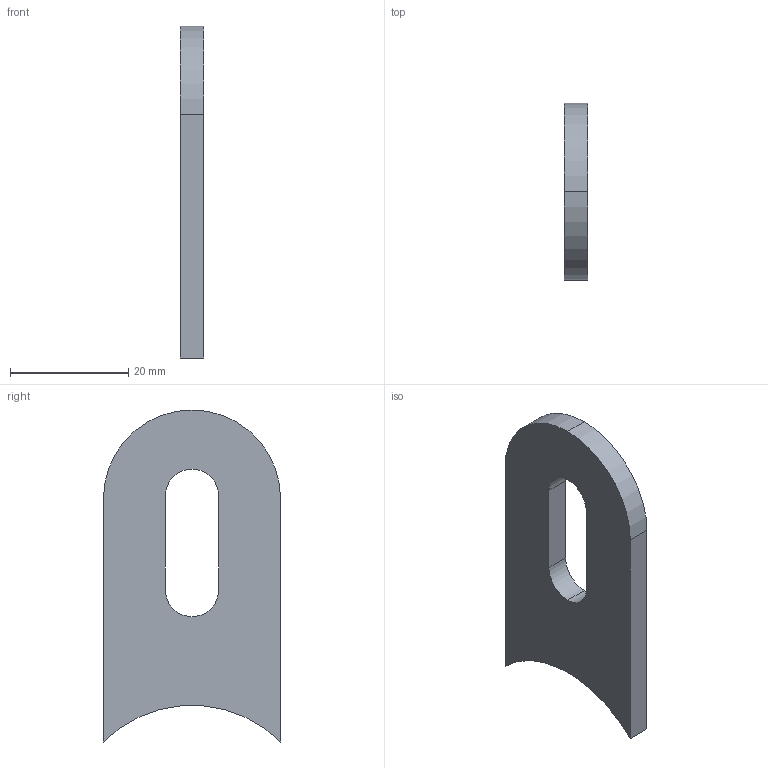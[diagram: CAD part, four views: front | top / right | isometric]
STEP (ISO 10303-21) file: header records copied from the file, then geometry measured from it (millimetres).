
FILE_DESCRIPTION (( 'STEP AP203' ), '1' );
FILE_NAME ('54111-240G42.step', '2019-02-20T13:29:39', ( '' ), ( '' ), 'SwSTEP 2.0', 'SolidWorks 2015', '' );
FILE_SCHEMA (( 'CONFIG_CONTROL_DESIGN' ));
Length unit declared in the file: millimetre
Products named in the file (1): 54111-240G42
Bounding box: 4 x 30 x 56.22 mm (x, y, z)
Volume: 5015.1 mm3; surface area: 3406.9 mm2
Topology: 1 solids, 1 shells, 262 faces, 699 edges, 466 vertices
Faces by surface type: plane 143, bspline 86, cylinder 33
Entity records: 11670 total; most frequent: CARTESIAN_POINT 5600, ORIENTED_EDGE 1398, DIRECTION 985, EDGE_CURVE 699, VERTEX_POINT 466, LINE 355, VECTOR 355, AXIS2_PLACEMENT_3D 315
